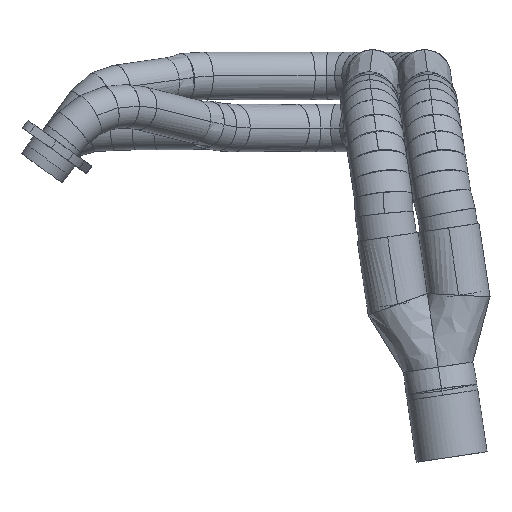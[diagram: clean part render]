
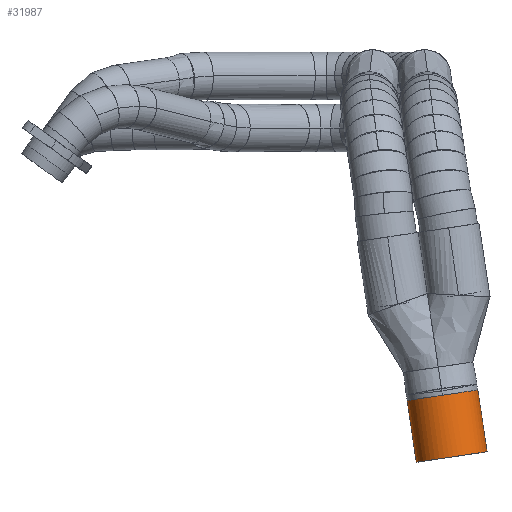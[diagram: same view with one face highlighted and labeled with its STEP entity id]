
A CAD part, left-side view. The second image highlights one B-rep face of the part: STEP entity #31987.
In plain terms, the highlighted free-form (B-spline) face has degree [2, 1] with [5, 2] control points.
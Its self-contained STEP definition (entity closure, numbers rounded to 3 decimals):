
#31726 = VERTEX_POINT('',#31727);
#31727 = CARTESIAN_POINT('',(-272.607,-295.405,
    -254.377));
#31728 = VERTEX_POINT('',#31729);
#31729 = CARTESIAN_POINT('',(-272.607,-353.179,
    -245.738));
#31737 = EDGE_CURVE('',#31726,#31738,#31740,.T.);
#31738 = VERTEX_POINT('',#31739);
#31739 = CARTESIAN_POINT('',(-272.607,-287.863,
    -203.939));
#31740 = B_SPLINE_CURVE_WITH_KNOTS('',1,(#31741,#31742),.UNSPECIFIED.,
  .F.,.F.,(2,2),(0.,55.),.PIECEWISE_BEZIER_KNOTS.);
#31741 = CARTESIAN_POINT('',(-272.607,-295.405,
    -254.377));
#31742 = CARTESIAN_POINT('',(-272.607,-287.863,
    -203.939));
#31753 = VERTEX_POINT('',#31754);
#31754 = CARTESIAN_POINT('',(-272.607,-345.637,
    -195.301));
#31760 = EDGE_CURVE('',#31728,#31753,#31761,.T.);
#31761 = B_SPLINE_CURVE_WITH_KNOTS('',1,(#31762,#31763),.UNSPECIFIED.,
  .F.,.F.,(2,2),(0.,55.),.PIECEWISE_BEZIER_KNOTS.);
#31762 = CARTESIAN_POINT('',(-272.607,-353.179,
    -245.738));
#31763 = CARTESIAN_POINT('',(-272.607,-345.637,
    -195.301));
#31987 = ADVANCED_FACE('',(#31988),#32014,.T.);
#31988 = FACE_BOUND('',#31989,.T.);
#31989 = EDGE_LOOP('',(#31990,#31991,#31999,#32000,#32008));
#31990 = ORIENTED_EDGE('',*,*,#31737,.F.);
#31991 = ORIENTED_EDGE('',*,*,#31992,.F.);
#31992 = EDGE_CURVE('',#31728,#31726,#31993,.T.);
#31993 = ( BOUNDED_CURVE() B_SPLINE_CURVE(2,(#31994,#31995,#31996,#31997
,#31998),.UNSPECIFIED.,.F.,.F.) B_SPLINE_CURVE_WITH_KNOTS((3,2,3),(
    3.142,4.712,6.283),
.PIECEWISE_BEZIER_KNOTS.) CURVE() GEOMETRIC_REPRESENTATION_ITEM() 
RATIONAL_B_SPLINE_CURVE((1.,0.707,1.,0.707,1.)) 
REPRESENTATION_ITEM('') );
#31994 = CARTESIAN_POINT('',(-272.607,-353.179,
    -245.738));
#31995 = CARTESIAN_POINT('',(-301.815,-353.179,
    -245.738));
#31996 = CARTESIAN_POINT('',(-301.815,-324.292,
    -250.057));
#31997 = CARTESIAN_POINT('',(-301.815,-295.405,
    -254.377));
#31998 = CARTESIAN_POINT('',(-272.607,-295.405,
    -254.377));
#31999 = ORIENTED_EDGE('',*,*,#31760,.T.);
#32000 = ORIENTED_EDGE('',*,*,#32001,.F.);
#32001 = EDGE_CURVE('',#32002,#31753,#32004,.T.);
#32002 = VERTEX_POINT('',#32003);
#32003 = CARTESIAN_POINT('',(-301.815,-316.75,
    -199.62));
#32004 = ( BOUNDED_CURVE() B_SPLINE_CURVE(2,(#32005,#32006,#32007),
.UNSPECIFIED.,.F.,.F.) B_SPLINE_CURVE_WITH_KNOTS((3,3),(3.142,
4.712),.PIECEWISE_BEZIER_KNOTS.) CURVE() 
GEOMETRIC_REPRESENTATION_ITEM() RATIONAL_B_SPLINE_CURVE((1.,
0.707,1.)) REPRESENTATION_ITEM('') );
#32005 = CARTESIAN_POINT('',(-301.815,-316.75,
    -199.62));
#32006 = CARTESIAN_POINT('',(-301.815,-345.637,
    -195.301));
#32007 = CARTESIAN_POINT('',(-272.607,-345.637,
    -195.301));
#32008 = ORIENTED_EDGE('',*,*,#32009,.F.);
#32009 = EDGE_CURVE('',#31738,#32002,#32010,.T.);
#32010 = ( BOUNDED_CURVE() B_SPLINE_CURVE(2,(#32011,#32012,#32013),
.UNSPECIFIED.,.F.,.F.) B_SPLINE_CURVE_WITH_KNOTS((3,3),(1.571,
3.142),.PIECEWISE_BEZIER_KNOTS.) CURVE() 
GEOMETRIC_REPRESENTATION_ITEM() RATIONAL_B_SPLINE_CURVE((1.,
0.707,1.)) REPRESENTATION_ITEM('') );
#32011 = CARTESIAN_POINT('',(-272.607,-287.863,
    -203.939));
#32012 = CARTESIAN_POINT('',(-301.815,-287.863,
    -203.939));
#32013 = CARTESIAN_POINT('',(-301.815,-316.75,
    -199.62));
#32014 = ( BOUNDED_SURFACE() B_SPLINE_SURFACE(2,1,(
    (#32015,#32016)
    ,(#32017,#32018)
    ,(#32019,#32020)
    ,(#32021,#32022)
    ,(#32023,#32024
)),.UNSPECIFIED.,.F.,.F.,.F.) B_SPLINE_SURFACE_WITH_KNOTS((3,2,3),(2,2),
  (3.142,4.712,6.283),(0.,55.),
.PIECEWISE_BEZIER_KNOTS.) GEOMETRIC_REPRESENTATION_ITEM() 
RATIONAL_B_SPLINE_SURFACE((
    (1.,1.)
    ,(0.707,0.707)
    ,(1.,1.)
    ,(0.707,0.707)
,(1.,1.))) REPRESENTATION_ITEM('') SURFACE() );
#32015 = CARTESIAN_POINT('',(-272.607,-295.405,
    -254.377));
#32016 = CARTESIAN_POINT('',(-272.607,-287.863,
    -203.939));
#32017 = CARTESIAN_POINT('',(-301.815,-295.405,
    -254.377));
#32018 = CARTESIAN_POINT('',(-301.815,-287.863,
    -203.939));
#32019 = CARTESIAN_POINT('',(-301.815,-324.292,
    -250.057));
#32020 = CARTESIAN_POINT('',(-301.815,-316.75,
    -199.62));
#32021 = CARTESIAN_POINT('',(-301.815,-353.179,
    -245.738));
#32022 = CARTESIAN_POINT('',(-301.815,-345.637,
    -195.301));
#32023 = CARTESIAN_POINT('',(-272.607,-353.179,
    -245.738));
#32024 = CARTESIAN_POINT('',(-272.607,-345.637,
    -195.301));
